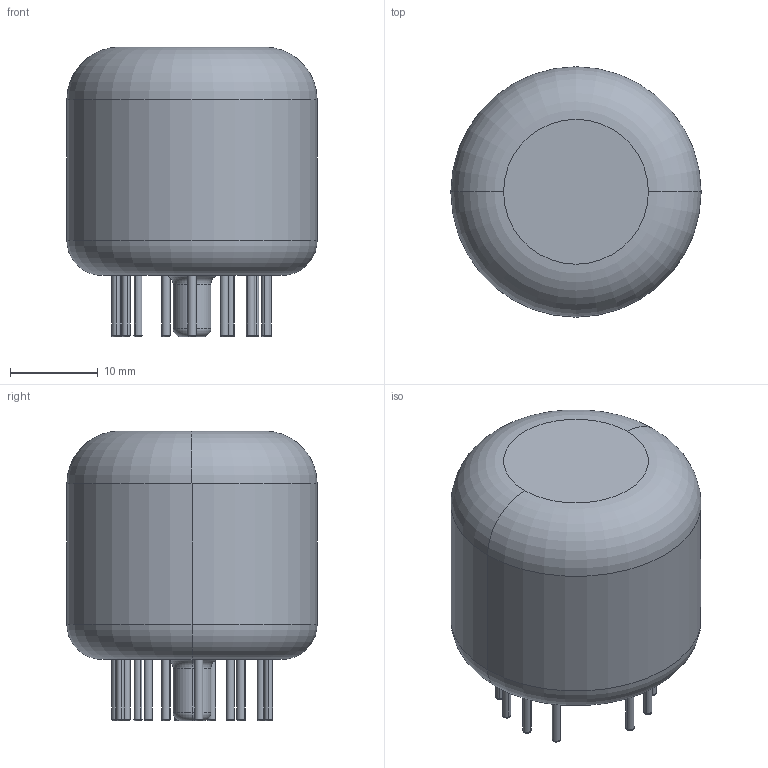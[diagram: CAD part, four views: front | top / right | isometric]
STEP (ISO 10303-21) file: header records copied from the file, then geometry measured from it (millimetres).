
FILE_DESCRIPTION((''),'2;1');
FILE_NAME('NIXIE_TUBE','2021-07-25T12:13:44',('wangb'),(''),'CREO PARAMETRIC BY PTC INC, 2018050','CREO PARAMETRIC BY PTC INC, 2018050','');
FILE_SCHEMA(('CONFIG_CONTROL_DESIGN'));
Length unit declared in the file: millimetre
Products named in the file (1): NIXIE_TUBE
Bounding box: 28.5 x 28.5 x 33 mm (x, y, z)
Volume: 15838.1 mm3; surface area: 3547.4 mm2
Topology: 1 solids, 1 shells, 80 faces, 158 edges, 94 vertices
Faces by surface type: torus 34, cylinder 30, plane 16
Entity records: 2136 total; most frequent: DIRECTION 446, CARTESIAN_POINT 332, ORIENTED_EDGE 316, AXIS2_PLACEMENT_3D 208, EDGE_CURVE 158, CIRCLE 128, VERTEX_POINT 94, EDGE_LOOP 94
